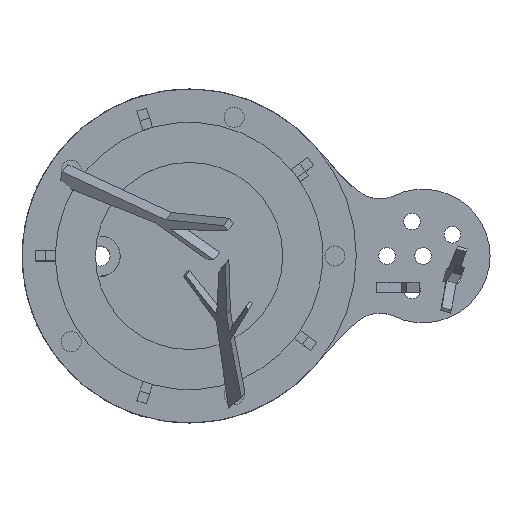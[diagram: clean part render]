
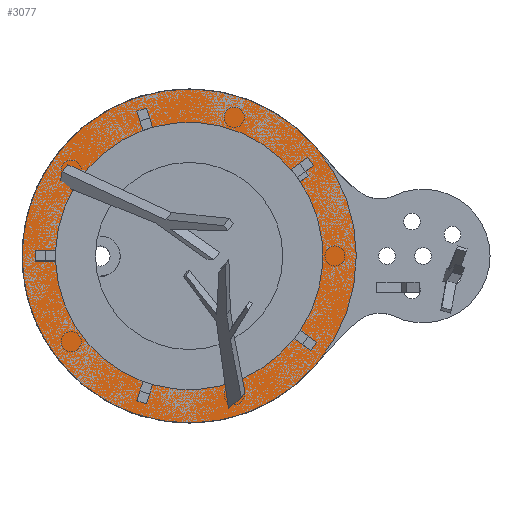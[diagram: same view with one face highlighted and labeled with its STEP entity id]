
A CAD part, top view. The second image highlights one B-rep face of the part: STEP entity #3077.
In plain terms, the highlighted planar face has unit normal (0, 0, 1).
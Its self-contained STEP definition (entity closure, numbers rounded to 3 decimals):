
#45=FACE_BOUND('',#414,.T.);
#85=CIRCLE('',#3265,200.);
#87=CIRCLE('',#3271,200.);
#89=CIRCLE('',#3277,200.);
#91=CIRCLE('',#3283,200.);
#93=CIRCLE('',#3289,200.);
#94=CIRCLE('',#3293,250.);
#252=FACE_OUTER_BOUND('',#413,.T.);
#413=EDGE_LOOP('',(#2183));
#414=EDGE_LOOP('',(#2184,#2185,#2186,#2187,#2188,#2189,#2190,#2191,#2192,
#2193,#2194,#2195,#2196,#2197,#2198,#2199,#2200,#2201,#2202,#2203,#2204));
#611=LINE('',#4416,#974);
#614=LINE('',#4422,#977);
#618=LINE('',#4434,#981);
#621=LINE('',#4440,#984);
#624=LINE('',#4446,#987);
#628=LINE('',#4458,#991);
#631=LINE('',#4464,#994);
#634=LINE('',#4470,#997);
#638=LINE('',#4482,#1001);
#641=LINE('',#4488,#1004);
#644=LINE('',#4494,#1007);
#648=LINE('',#4506,#1011);
#651=LINE('',#4512,#1014);
#654=LINE('',#4518,#1017);
#658=LINE('',#4530,#1021);
#661=LINE('',#4534,#1024);
#974=VECTOR('',#3555,10.);
#977=VECTOR('',#3560,10.);
#981=VECTOR('',#3572,10.);
#984=VECTOR('',#3577,10.);
#987=VECTOR('',#3582,10.);
#991=VECTOR('',#3594,10.);
#994=VECTOR('',#3599,10.);
#997=VECTOR('',#3604,10.);
#1001=VECTOR('',#3616,10.);
#1004=VECTOR('',#3621,10.);
#1007=VECTOR('',#3626,10.);
#1011=VECTOR('',#3638,10.);
#1014=VECTOR('',#3643,10.);
#1017=VECTOR('',#3648,10.);
#1021=VECTOR('',#3660,10.);
#1024=VECTOR('',#3665,10.);
#1327=VERTEX_POINT('',#4413);
#1328=VERTEX_POINT('',#4415);
#1330=VERTEX_POINT('',#4421);
#1332=VERTEX_POINT('',#4427);
#1334=VERTEX_POINT('',#4433);
#1336=VERTEX_POINT('',#4439);
#1338=VERTEX_POINT('',#4445);
#1340=VERTEX_POINT('',#4451);
#1342=VERTEX_POINT('',#4457);
#1344=VERTEX_POINT('',#4463);
#1346=VERTEX_POINT('',#4469);
#1348=VERTEX_POINT('',#4475);
#1350=VERTEX_POINT('',#4481);
#1352=VERTEX_POINT('',#4487);
#1354=VERTEX_POINT('',#4493);
#1356=VERTEX_POINT('',#4499);
#1358=VERTEX_POINT('',#4505);
#1360=VERTEX_POINT('',#4511);
#1362=VERTEX_POINT('',#4517);
#1364=VERTEX_POINT('',#4523);
#1366=VERTEX_POINT('',#4529);
#1367=VERTEX_POINT('',#4536);
#1625=EDGE_CURVE('',#1328,#1327,#611,.T.);
#1628=EDGE_CURVE('',#1330,#1328,#614,.T.);
#1631=EDGE_CURVE('',#1332,#1330,#85,.T.);
#1634=EDGE_CURVE('',#1334,#1332,#618,.T.);
#1637=EDGE_CURVE('',#1336,#1334,#621,.T.);
#1640=EDGE_CURVE('',#1338,#1336,#624,.T.);
#1643=EDGE_CURVE('',#1340,#1338,#87,.T.);
#1646=EDGE_CURVE('',#1342,#1340,#628,.T.);
#1649=EDGE_CURVE('',#1344,#1342,#631,.T.);
#1652=EDGE_CURVE('',#1346,#1344,#634,.T.);
#1655=EDGE_CURVE('',#1348,#1346,#89,.T.);
#1658=EDGE_CURVE('',#1350,#1348,#638,.T.);
#1661=EDGE_CURVE('',#1352,#1350,#641,.T.);
#1664=EDGE_CURVE('',#1354,#1352,#644,.T.);
#1667=EDGE_CURVE('',#1356,#1354,#91,.T.);
#1670=EDGE_CURVE('',#1358,#1356,#648,.T.);
#1673=EDGE_CURVE('',#1360,#1358,#651,.T.);
#1676=EDGE_CURVE('',#1362,#1360,#654,.T.);
#1679=EDGE_CURVE('',#1364,#1362,#93,.T.);
#1682=EDGE_CURVE('',#1366,#1364,#658,.T.);
#1685=EDGE_CURVE('',#1327,#1366,#661,.T.);
#1686=EDGE_CURVE('',#1367,#1367,#94,.T.);
#2183=ORIENTED_EDGE('',*,*,#1686,.T.);
#2184=ORIENTED_EDGE('',*,*,#1685,.T.);
#2185=ORIENTED_EDGE('',*,*,#1682,.T.);
#2186=ORIENTED_EDGE('',*,*,#1679,.T.);
#2187=ORIENTED_EDGE('',*,*,#1676,.T.);
#2188=ORIENTED_EDGE('',*,*,#1673,.T.);
#2189=ORIENTED_EDGE('',*,*,#1670,.T.);
#2190=ORIENTED_EDGE('',*,*,#1667,.T.);
#2191=ORIENTED_EDGE('',*,*,#1664,.T.);
#2192=ORIENTED_EDGE('',*,*,#1661,.T.);
#2193=ORIENTED_EDGE('',*,*,#1658,.T.);
#2194=ORIENTED_EDGE('',*,*,#1655,.T.);
#2195=ORIENTED_EDGE('',*,*,#1652,.T.);
#2196=ORIENTED_EDGE('',*,*,#1649,.T.);
#2197=ORIENTED_EDGE('',*,*,#1646,.T.);
#2198=ORIENTED_EDGE('',*,*,#1643,.T.);
#2199=ORIENTED_EDGE('',*,*,#1640,.T.);
#2200=ORIENTED_EDGE('',*,*,#1637,.T.);
#2201=ORIENTED_EDGE('',*,*,#1634,.T.);
#2202=ORIENTED_EDGE('',*,*,#1631,.T.);
#2203=ORIENTED_EDGE('',*,*,#1628,.T.);
#2204=ORIENTED_EDGE('',*,*,#1625,.T.);
#2947=PLANE('',#3295);
#3077=ADVANCED_FACE('',(#252,#45),#2947,.T.);
#3265=AXIS2_PLACEMENT_3D('',#4428,#3566,#3567);
#3271=AXIS2_PLACEMENT_3D('',#4452,#3588,#3589);
#3277=AXIS2_PLACEMENT_3D('',#4476,#3610,#3611);
#3283=AXIS2_PLACEMENT_3D('',#4500,#3632,#3633);
#3289=AXIS2_PLACEMENT_3D('',#4524,#3654,#3655);
#3293=AXIS2_PLACEMENT_3D('',#4537,#3668,#3669);
#3295=AXIS2_PLACEMENT_3D('',#4541,#3673,#3674);
#3555=DIRECTION('',(0.588,-0.809,0.));
#3560=DIRECTION('',(0.809,0.588,0.));
#3566=DIRECTION('center_axis',(0.,0.,-1.));
#3567=DIRECTION('ref_axis',(1.,0.,0.));
#3572=DIRECTION('',(0.309,-0.951,0.));
#3577=DIRECTION('',(0.951,0.309,0.));
#3582=DIRECTION('',(-0.309,0.951,0.));
#3588=DIRECTION('center_axis',(0.,0.,-1.));
#3589=DIRECTION('ref_axis',(1.,0.,0.));
#3594=DIRECTION('',(1.,0.,0.));
#3599=DIRECTION('',(0.,1.,0.));
#3604=DIRECTION('',(-1.,0.,0.));
#3610=DIRECTION('center_axis',(0.,0.,-1.));
#3611=DIRECTION('ref_axis',(1.,0.,0.));
#3616=DIRECTION('',(0.309,0.951,0.));
#3621=DIRECTION('',(-0.951,0.309,0.));
#3626=DIRECTION('',(-0.309,-0.951,0.));
#3632=DIRECTION('center_axis',(0.,0.,-1.));
#3633=DIRECTION('ref_axis',(1.,0.,0.));
#3638=DIRECTION('',(-0.809,0.588,0.));
#3643=DIRECTION('',(-0.588,-0.809,0.));
#3648=DIRECTION('',(0.809,-0.588,0.));
#3654=DIRECTION('center_axis',(0.,0.,-1.));
#3655=DIRECTION('ref_axis',(1.,0.,0.));
#3660=DIRECTION('',(-0.588,0.809,0.));
#3665=DIRECTION('',(-0.809,-0.588,0.));
#3668=DIRECTION('center_axis',(0.,0.,1.));
#3669=DIRECTION('ref_axis',(1.,0.,0.));
#3673=DIRECTION('center_axis',(0.,0.,1.));
#3674=DIRECTION('ref_axis',(1.,0.,0.));
#4413=CARTESIAN_POINT('',(178.347,120.306,15.));
#4415=CARTESIAN_POINT('',(169.53,132.441,15.));
#4416=CARTESIAN_POINT('',(178.347,120.306,15.));
#4421=CARTESIAN_POINT('',(157.281,123.542,15.));
#4422=CARTESIAN_POINT('',(169.53,132.441,15.));
#4427=CARTESIAN_POINT('',(-54.627,192.395,15.));
#4428=CARTESIAN_POINT('Origin',(0.,0.,15.));
#4433=CARTESIAN_POINT('',(-59.306,206.795,15.));
#4434=CARTESIAN_POINT('',(-50.035,178.263,15.));
#4439=CARTESIAN_POINT('',(-73.572,202.16,15.));
#4440=CARTESIAN_POINT('',(-59.306,206.795,15.));
#4445=CARTESIAN_POINT('',(-68.893,187.76,15.));
#4446=CARTESIAN_POINT('',(-73.572,202.16,15.));
#4451=CARTESIAN_POINT('',(-199.859,7.5,15.));
#4452=CARTESIAN_POINT('Origin',(0.,0.,15.));
#4457=CARTESIAN_POINT('',(-215.,7.5,15.));
#4458=CARTESIAN_POINT('',(-185.,7.5,15.));
#4463=CARTESIAN_POINT('',(-215.,-7.5,15.));
#4464=CARTESIAN_POINT('',(-215.,7.5,15.));
#4469=CARTESIAN_POINT('',(-199.859,-7.5,15.));
#4470=CARTESIAN_POINT('',(-215.,-7.5,15.));
#4475=CARTESIAN_POINT('',(-68.893,-187.76,15.));
#4476=CARTESIAN_POINT('Origin',(0.,0.,15.));
#4481=CARTESIAN_POINT('',(-73.572,-202.16,15.));
#4482=CARTESIAN_POINT('',(-64.301,-173.628,15.));
#4487=CARTESIAN_POINT('',(-59.306,-206.795,15.));
#4488=CARTESIAN_POINT('',(-73.572,-202.16,15.));
#4493=CARTESIAN_POINT('',(-54.627,-192.395,15.));
#4494=CARTESIAN_POINT('',(-59.306,-206.795,15.));
#4499=CARTESIAN_POINT('',(157.281,-123.542,15.));
#4500=CARTESIAN_POINT('Origin',(0.,0.,15.));
#4505=CARTESIAN_POINT('',(169.53,-132.441,15.));
#4506=CARTESIAN_POINT('',(145.26,-114.808,15.));
#4511=CARTESIAN_POINT('',(178.347,-120.306,15.));
#4512=CARTESIAN_POINT('',(169.53,-132.441,15.));
#4517=CARTESIAN_POINT('',(166.098,-111.407,15.));
#4518=CARTESIAN_POINT('',(178.347,-120.306,15.));
#4523=CARTESIAN_POINT('',(161.803,117.557,15.));
#4524=CARTESIAN_POINT('Origin',(0.,0.,15.));
#4529=CARTESIAN_POINT('',(166.212,111.489,15.));
#4530=CARTESIAN_POINT('',(166.212,111.489,15.));
#4534=CARTESIAN_POINT('',(154.077,102.673,15.));
#4536=CARTESIAN_POINT('',(-250.,0.,15.));
#4537=CARTESIAN_POINT('Origin',(0.,0.,15.));
#4541=CARTESIAN_POINT('Origin',(0.,0.,15.));
